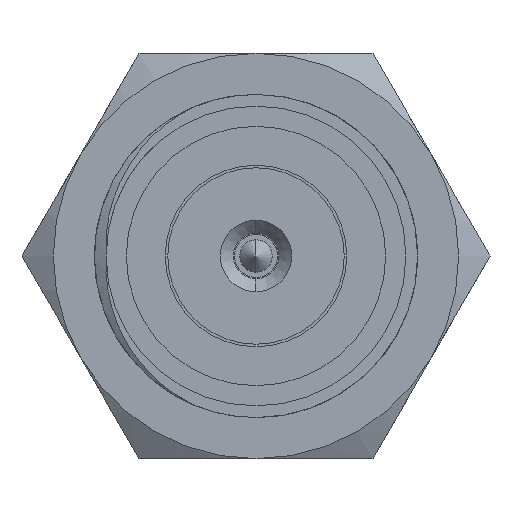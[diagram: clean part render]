
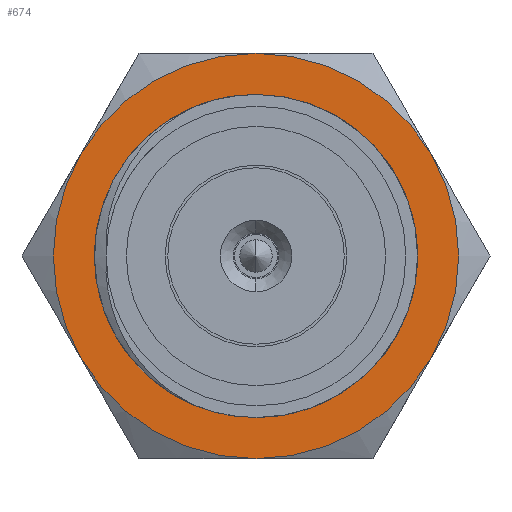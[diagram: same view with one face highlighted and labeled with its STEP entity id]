
A CAD part, left-side view. The second image highlights one B-rep face of the part: STEP entity #674.
In plain terms, the highlighted planar face has unit normal (-1, 0, 0).
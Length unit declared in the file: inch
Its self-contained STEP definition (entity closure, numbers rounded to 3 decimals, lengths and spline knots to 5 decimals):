
#7 = VERTEX_POINT ( 'NONE', #255 ) ;
#53 = ORIENTED_EDGE ( 'NONE', *, *, #1287, .T. ) ;
#106 = EDGE_LOOP ( 'NONE', ( #3056, #1603, #53, #572, #2561, #975 ) ) ;
#141 = DIRECTION ( 'NONE',  ( 0., 0., 1. ) ) ;
#170 = DIRECTION ( 'NONE',  ( -1., 0., 0. ) ) ;
#173 = DIRECTION ( 'NONE',  ( -1., 0., 0. ) ) ;
#255 = CARTESIAN_POINT ( 'NONE',  ( -0.155, 0.13532, -0.07812 ) ) ;
#277 = DIRECTION ( 'NONE',  ( 0., 0., 1. ) ) ;
#300 = EDGE_CURVE ( 'NONE', #2166, #2067, #974, .T. ) ;
#463 = ORIENTED_EDGE ( 'NONE', *, *, #2660, .F. ) ;
#473 = DIRECTION ( 'NONE',  ( 0., 0., 1. ) ) ;
#572 = ORIENTED_EDGE ( 'NONE', *, *, #1611, .T. ) ;
#617 = CARTESIAN_POINT ( 'NONE',  ( -0.155, 0., 0. ) ) ;
#638 = CIRCLE ( 'NONE', #2778, 0.15625 ) ;
#665 = DIRECTION ( 'NONE',  ( 0., 0., -1. ) ) ;
#674 = ADVANCED_FACE ( 'NONE', ( #1616, #1103 ), #678, .F. ) ;
#678 = PLANE ( 'NONE',  #1648 ) ;
#786 = DIRECTION ( 'NONE',  ( 0., 0., 1. ) ) ;
#848 = DIRECTION ( 'NONE',  ( 1., 0., 0. ) ) ;
#904 = DIRECTION ( 'NONE',  ( -1., 0., 0. ) ) ;
#948 = CARTESIAN_POINT ( 'NONE',  ( -0.155, 0., 0. ) ) ;
#958 = DIRECTION ( 'NONE',  ( -1., 0., 0. ) ) ;
#974 = CIRCLE ( 'NONE', #2723, 0.15625 ) ;
#975 = ORIENTED_EDGE ( 'NONE', *, *, #2066, .T. ) ;
#999 = VERTEX_POINT ( 'NONE', #2041 ) ;
#1038 = CIRCLE ( 'NONE', #1656, 0.11555 ) ;
#1059 = VERTEX_POINT ( 'NONE', #1396 ) ;
#1081 = CIRCLE ( 'NONE', #1438, 0.15625 ) ;
#1092 = ORIENTED_EDGE ( 'NONE', *, *, #1826, .F. ) ;
#1103 = FACE_BOUND ( 'NONE', #2139, .T. ) ;
#1120 = CARTESIAN_POINT ( 'NONE',  ( -0.155, -0.13532, -0.07813 ) ) ;
#1136 = DIRECTION ( 'NONE',  ( 0., 0., 1. ) ) ;
#1287 = EDGE_CURVE ( 'NONE', #2067, #999, #2921, .T. ) ;
#1298 = AXIS2_PLACEMENT_3D ( 'NONE', #2830, #958, #473 ) ;
#1301 = CARTESIAN_POINT ( 'NONE',  ( -0.155, 0., -0.11555 ) ) ;
#1302 = EDGE_CURVE ( 'NONE', #1995, #1059, #638, .T. ) ;
#1353 = CARTESIAN_POINT ( 'NONE',  ( -0.155, 0., 0. ) ) ;
#1396 = CARTESIAN_POINT ( 'NONE',  ( -0.155, 0.13532, 0.07813 ) ) ;
#1408 = VERTEX_POINT ( 'NONE', #1301 ) ;
#1438 = AXIS2_PLACEMENT_3D ( 'NONE', #617, #170, #141 ) ;
#1477 = CARTESIAN_POINT ( 'NONE',  ( -0.155, 0., 0. ) ) ;
#1603 = ORIENTED_EDGE ( 'NONE', *, *, #300, .T. ) ;
#1611 = EDGE_CURVE ( 'NONE', #999, #1995, #1840, .T. ) ;
#1616 = FACE_OUTER_BOUND ( 'NONE', #106, .T. ) ;
#1625 = CARTESIAN_POINT ( 'NONE',  ( -0.155, 0., 0. ) ) ;
#1648 = AXIS2_PLACEMENT_3D ( 'NONE', #2124, #848, #665 ) ;
#1656 = AXIS2_PLACEMENT_3D ( 'NONE', #1625, #904, #1860 ) ;
#1781 = CARTESIAN_POINT ( 'NONE',  ( -0.155, 0., 0.15625 ) ) ;
#1826 = EDGE_CURVE ( 'NONE', #1408, #2655, #2500, .T. ) ;
#1840 = CIRCLE ( 'NONE', #1298, 0.15625 ) ;
#1860 = DIRECTION ( 'NONE',  ( 0., 0., 1. ) ) ;
#1971 = CARTESIAN_POINT ( 'NONE',  ( -0.155, 0., 0. ) ) ;
#1985 = AXIS2_PLACEMENT_3D ( 'NONE', #948, #2177, #2879 ) ;
#1995 = VERTEX_POINT ( 'NONE', #1781 ) ;
#2041 = CARTESIAN_POINT ( 'NONE',  ( -0.155, -0.13532, 0.07812 ) ) ;
#2066 = EDGE_CURVE ( 'NONE', #1059, #7, #3067, .T. ) ;
#2067 = VERTEX_POINT ( 'NONE', #1120 ) ;
#2080 = DIRECTION ( 'NONE',  ( -1., 0., 0. ) ) ;
#2124 = CARTESIAN_POINT ( 'NONE',  ( -0.155, 0.11555, 0. ) ) ;
#2133 = AXIS2_PLACEMENT_3D ( 'NONE', #2553, #173, #1136 ) ;
#2139 = EDGE_LOOP ( 'NONE', ( #463, #1092 ) ) ;
#2166 = VERTEX_POINT ( 'NONE', #2532 ) ;
#2177 = DIRECTION ( 'NONE',  ( -1., 0., 0. ) ) ;
#2202 = EDGE_CURVE ( 'NONE', #7, #2166, #1081, .T. ) ;
#2305 = AXIS2_PLACEMENT_3D ( 'NONE', #1971, #2916, #786 ) ;
#2329 = DIRECTION ( 'NONE',  ( 0., 0., 1. ) ) ;
#2431 = DIRECTION ( 'NONE',  ( -1., 0., 0. ) ) ;
#2500 = CIRCLE ( 'NONE', #2305, 0.11555 ) ;
#2532 = CARTESIAN_POINT ( 'NONE',  ( -0.155, 0., -0.15625 ) ) ;
#2553 = CARTESIAN_POINT ( 'NONE',  ( -0.155, 0., 0. ) ) ;
#2561 = ORIENTED_EDGE ( 'NONE', *, *, #1302, .T. ) ;
#2655 = VERTEX_POINT ( 'NONE', #2837 ) ;
#2660 = EDGE_CURVE ( 'NONE', #2655, #1408, #1038, .T. ) ;
#2723 = AXIS2_PLACEMENT_3D ( 'NONE', #1353, #2080, #2329 ) ;
#2778 = AXIS2_PLACEMENT_3D ( 'NONE', #1477, #2431, #277 ) ;
#2830 = CARTESIAN_POINT ( 'NONE',  ( -0.155, 0., 0. ) ) ;
#2837 = CARTESIAN_POINT ( 'NONE',  ( -0.155, 0., 0.11555 ) ) ;
#2879 = DIRECTION ( 'NONE',  ( 0., 0., 1. ) ) ;
#2916 = DIRECTION ( 'NONE',  ( -1., 0., 0. ) ) ;
#2921 = CIRCLE ( 'NONE', #1985, 0.15625 ) ;
#3056 = ORIENTED_EDGE ( 'NONE', *, *, #2202, .T. ) ;
#3067 = CIRCLE ( 'NONE', #2133, 0.15625 ) ;
